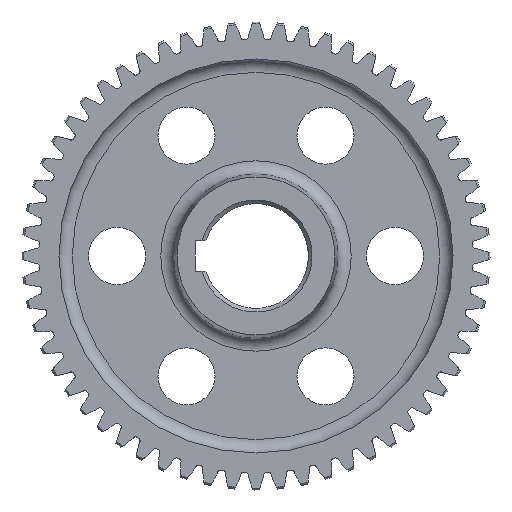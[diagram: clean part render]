
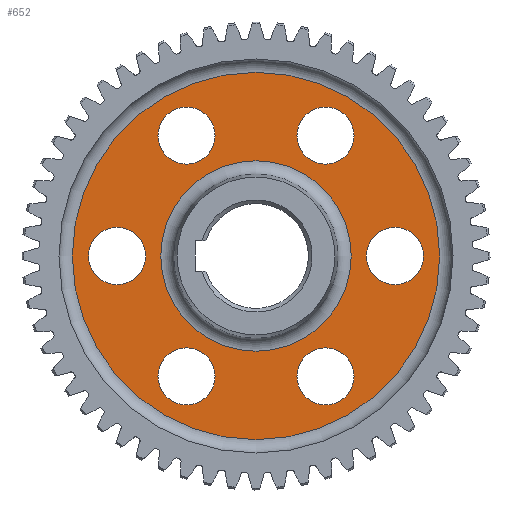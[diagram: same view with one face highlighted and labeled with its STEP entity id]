
A CAD part, left-side view. The second image highlights one B-rep face of the part: STEP entity #652.
In plain terms, the highlighted planar face has unit normal (-1, 0, 0).
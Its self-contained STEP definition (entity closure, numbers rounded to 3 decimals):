
#652=ADVANCED_FACE('',(#4926,#4928,#4930,#4932,#4934,#4936,#4938,#4940),#4942,.T.);
#4926=FACE_BOUND('',#4927,.T.);
#4927=EDGE_LOOP('',(#8709));
#4928=FACE_BOUND('',#4929,.T.);
#4929=EDGE_LOOP('',(#8710));
#4930=FACE_BOUND('',#4931,.T.);
#4931=EDGE_LOOP('',(#8711));
#4932=FACE_BOUND('',#4933,.T.);
#4933=EDGE_LOOP('',(#8712));
#4934=FACE_BOUND('',#4935,.T.);
#4935=EDGE_LOOP('',(#8713));
#4936=FACE_BOUND('',#4937,.T.);
#4937=EDGE_LOOP('',(#8714));
#4938=FACE_BOUND('',#4939,.T.);
#4939=EDGE_LOOP('',(#8715));
#4940=FACE_OUTER_BOUND('',#4941,.T.);
#4941=EDGE_LOOP('',(#8716));
#4942=PLANE('',#4943);
#4943=AXIS2_PLACEMENT_3D('',#4944,#4945,#4946);
#4944=CARTESIAN_POINT('',(29.,0.,0.));
#4945=DIRECTION('',(-1.,-0.,-0.));
#4946=DIRECTION('',(0.,1.,0.));
#8709=ORIENTED_EDGE('',*,*,#10620,.T.);
#8710=ORIENTED_EDGE('',*,*,#10621,.T.);
#8711=ORIENTED_EDGE('',*,*,#10622,.T.);
#8712=ORIENTED_EDGE('',*,*,#10623,.T.);
#8713=ORIENTED_EDGE('',*,*,#10624,.T.);
#8714=ORIENTED_EDGE('',*,*,#10625,.T.);
#8715=ORIENTED_EDGE('',*,*,#10626,.T.);
#8716=ORIENTED_EDGE('',*,*,#10612,.F.);
#10612=EDGE_CURVE('',#13672,#13672,#13674,.T.);
#10620=EDGE_CURVE('',#13689,#13689,#13690,.T.);
#10621=EDGE_CURVE('',#13691,#13691,#13692,.T.);
#10622=EDGE_CURVE('',#13693,#13693,#13694,.T.);
#10623=EDGE_CURVE('',#13695,#13695,#13696,.T.);
#10624=EDGE_CURVE('',#13697,#13697,#13698,.T.);
#10625=EDGE_CURVE('',#13699,#13699,#13700,.T.);
#10626=EDGE_CURVE('',#13701,#13701,#13702,.T.);
#13672=VERTEX_POINT('',#23140);
#13674=CIRCLE('',#23145,96.5);
#13689=VERTEX_POINT('',#23184);
#13690=CIRCLE('',#23185,15.);
#13691=VERTEX_POINT('',#23189);
#13692=CIRCLE('',#23190,50.034);
#13693=VERTEX_POINT('',#23194);
#13694=CIRCLE('',#23195,15.);
#13695=VERTEX_POINT('',#23199);
#13696=CIRCLE('',#23200,15.);
#13697=VERTEX_POINT('',#23204);
#13698=CIRCLE('',#23205,15.);
#13699=VERTEX_POINT('',#23209);
#13700=CIRCLE('',#23210,15.);
#13701=VERTEX_POINT('',#23214);
#13702=CIRCLE('',#23215,15.);
#23140=CARTESIAN_POINT('',(29.,96.5,0.));
#23145=AXIS2_PLACEMENT_3D('',#23146,#23147,#23148);
#23146=CARTESIAN_POINT('',(29.,0.,0.));
#23147=DIRECTION('',(1.,0.,0.));
#23148=DIRECTION('',(0.,1.,0.));
#23184=CARTESIAN_POINT('',(29.,73.,-15.));
#23185=AXIS2_PLACEMENT_3D('',#23186,#23187,#23188);
#23186=CARTESIAN_POINT('',(29.,73.,0.));
#23187=DIRECTION('',(1.,0.,0.));
#23188=DIRECTION('',(0.,0.,-1.));
#23189=CARTESIAN_POINT('',(29.,50.034,0.));
#23190=AXIS2_PLACEMENT_3D('',#23191,#23192,#23193);
#23191=CARTESIAN_POINT('',(29.,0.,0.));
#23192=DIRECTION('',(1.,0.,0.));
#23193=DIRECTION('',(0.,1.,0.));
#23194=CARTESIAN_POINT('',(29.,23.51,-70.72));
#23195=AXIS2_PLACEMENT_3D('',#23196,#23197,#23198);
#23196=CARTESIAN_POINT('',(29.,36.5,-63.22));
#23197=DIRECTION('',(1.,0.,0.));
#23198=DIRECTION('',(0.,-0.866,-0.5));
#23199=CARTESIAN_POINT('',(29.,-49.49,-55.72));
#23200=AXIS2_PLACEMENT_3D('',#23201,#23202,#23203);
#23201=CARTESIAN_POINT('',(29.,-36.5,-63.22));
#23202=DIRECTION('',(1.,0.,0.));
#23203=DIRECTION('',(-0.,-0.866,0.5));
#23204=CARTESIAN_POINT('',(29.,-73.,15.));
#23205=AXIS2_PLACEMENT_3D('',#23206,#23207,#23208);
#23206=CARTESIAN_POINT('',(29.,-73.,0.));
#23207=DIRECTION('',(1.,0.,0.));
#23208=DIRECTION('',(0.,0.,1.));
#23209=CARTESIAN_POINT('',(29.,-23.51,70.72));
#23210=AXIS2_PLACEMENT_3D('',#23211,#23212,#23213);
#23211=CARTESIAN_POINT('',(29.,-36.5,63.22));
#23212=DIRECTION('',(1.,0.,0.));
#23213=DIRECTION('',(0.,0.866,0.5));
#23214=CARTESIAN_POINT('',(29.,49.49,55.72));
#23215=AXIS2_PLACEMENT_3D('',#23216,#23217,#23218);
#23216=CARTESIAN_POINT('',(29.,36.5,63.22));
#23217=DIRECTION('',(1.,0.,0.));
#23218=DIRECTION('',(0.,0.866,-0.5));
